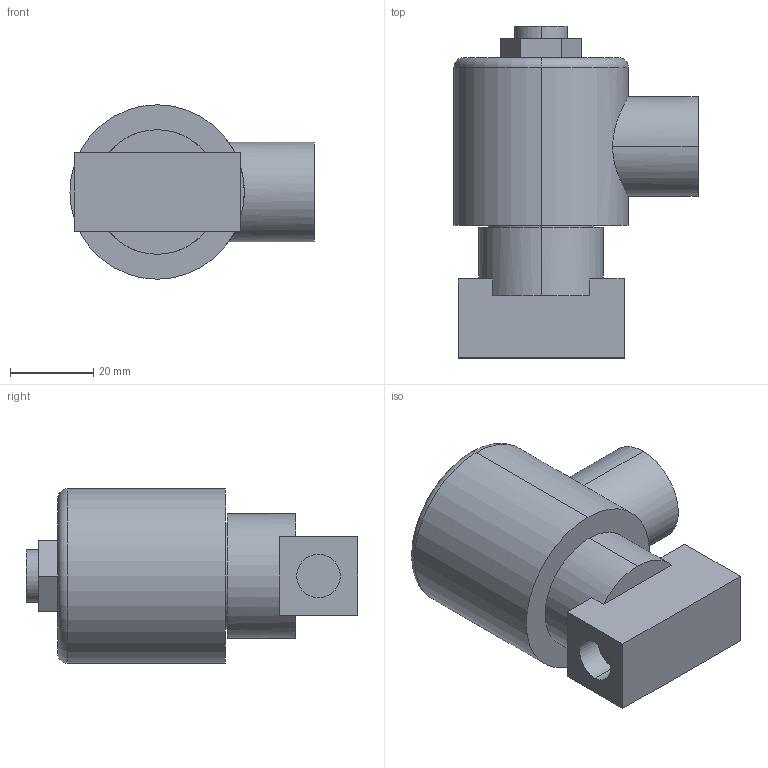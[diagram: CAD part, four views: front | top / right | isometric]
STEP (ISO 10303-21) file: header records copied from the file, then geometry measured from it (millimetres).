
FILE_DESCRIPTION (( 'STEP AP214' ), '1' );
FILE_NAME ('YS301A-9A.STEP', '2025-09-03T06:10:04', ( '' ), ( '' ), 'SwSTEP 2.0', 'SolidWorks 2024', '' );
FILE_SCHEMA (( 'AUTOMOTIVE_DESIGN' ));
Length unit declared in the file: millimetre
Products named in the file (3): YS301A-9A; ZS301-9_9A; AS301A
Assembly tree (2 placements, depth 2):
  YS301A-9A
    ZS301-9_9A
    AS301A
Bounding box: 58.8 x 79.93 x 42 mm (x, y, z)
Volume: 84013.4 mm3; surface area: 17497 mm2
Topology: 2 solids, 2 shells, 46 faces, 100 edges, 66 vertices
Faces by surface type: plane 26, cylinder 18, torus 2
Entity records: 1454 total; most frequent: CARTESIAN_POINT 317, DIRECTION 242, ORIENTED_EDGE 200, EDGE_CURVE 100, AXIS2_PLACEMENT_3D 93, VERTEX_POINT 66, VECTOR 56, LINE 56
